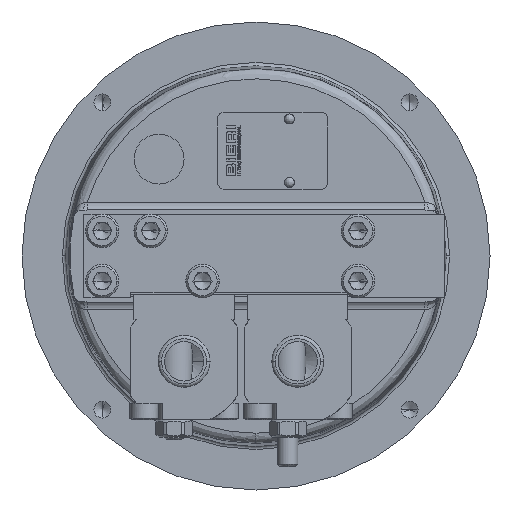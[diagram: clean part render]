
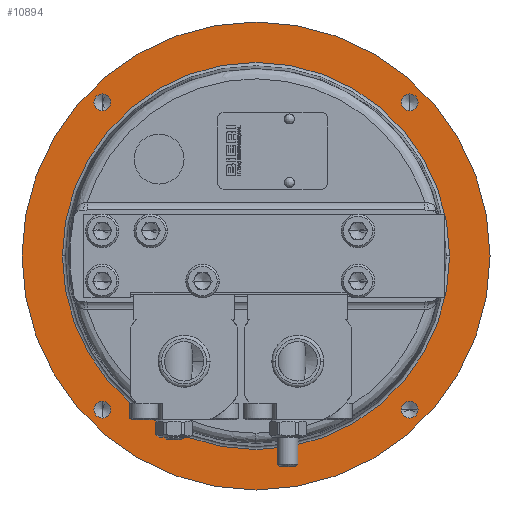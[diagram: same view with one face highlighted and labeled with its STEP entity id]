
A CAD part, left-side view. The second image highlights one B-rep face of the part: STEP entity #10894.
In plain terms, the highlighted planar face has unit normal (-1, 0, 0).
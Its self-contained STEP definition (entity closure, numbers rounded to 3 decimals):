
#507 = CARTESIAN_POINT ( 'NONE',  ( 39.95, 0., 0. ) ) ;
#531 = EDGE_CURVE ( 'NONE', #26954, #22057, #4960, .T. ) ;
#2321 = ORIENTED_EDGE ( 'NONE', *, *, #7155, .F. ) ;
#2429 = AXIS2_PLACEMENT_3D ( 'NONE', #14465, #3322, #29555 ) ;
#2439 = VERTEX_POINT ( 'NONE', #9115 ) ;
#3322 = DIRECTION ( 'NONE',  ( -1., 0., 0. ) ) ;
#3615 = CIRCLE ( 'NONE', #32336, 2.5 ) ;
#3806 = EDGE_LOOP ( 'NONE', ( #30458, #23900 ) ) ;
#3858 = EDGE_LOOP ( 'NONE', ( #7541, #10643 ) ) ;
#4728 = AXIS2_PLACEMENT_3D ( 'NONE', #12030, #8153, #16635 ) ;
#4960 = CIRCLE ( 'NONE', #21235, 2.5 ) ;
#5004 = CARTESIAN_POINT ( 'NONE',  ( 39.95, 45.962, 45.962 ) ) ;
#5197 = AXIS2_PLACEMENT_3D ( 'NONE', #5004, #23198, #39017 ) ;
#5479 = FACE_BOUND ( 'NONE', #3806, .T. ) ;
#5544 = CARTESIAN_POINT ( 'NONE',  ( 39.95, 45.962, 48.462 ) ) ;
#6305 = EDGE_CURVE ( 'NONE', #21978, #24778, #37893, .T. ) ;
#6711 = VERTEX_POINT ( 'NONE', #24783 ) ;
#7083 = DIRECTION ( 'NONE',  ( 0., 1., 0. ) ) ;
#7155 = EDGE_CURVE ( 'NONE', #2439, #34317, #42620, .T. ) ;
#7188 = CIRCLE ( 'NONE', #13391, 2.5 ) ;
#7389 = VERTEX_POINT ( 'NONE', #37161 ) ;
#7541 = ORIENTED_EDGE ( 'NONE', *, *, #44544, .F. ) ;
#7606 = DIRECTION ( 'NONE',  ( 0., 0., 1. ) ) ;
#8153 = DIRECTION ( 'NONE',  ( 1., 0., 0. ) ) ;
#8249 = DIRECTION ( 'NONE',  ( 1., 0., 0. ) ) ;
#8426 = DIRECTION ( 'NONE',  ( -1., 0., 0. ) ) ;
#8716 = CARTESIAN_POINT ( 'NONE',  ( 39.95, -45.962, -43.462 ) ) ;
#8962 = DIRECTION ( 'NONE',  ( 0., 0., -1. ) ) ;
#9038 = ORIENTED_EDGE ( 'NONE', *, *, #17342, .F. ) ;
#9097 = CIRCLE ( 'NONE', #44056, 70. ) ;
#9115 = CARTESIAN_POINT ( 'NONE',  ( 39.95, -45.962, -48.462 ) ) ;
#9545 = DIRECTION ( 'NONE',  ( 0., 0., 1. ) ) ;
#10018 = DIRECTION ( 'NONE',  ( 0., 0., 1. ) ) ;
#10573 = VERTEX_POINT ( 'NONE', #5544 ) ;
#10643 = ORIENTED_EDGE ( 'NONE', *, *, #11537, .F. ) ;
#10894 = ADVANCED_FACE ( 'NONE', ( #16144, #5479, #45357, #23201, #23448, #38765 ), #27600, .F. ) ;
#10969 = CARTESIAN_POINT ( 'NONE',  ( 39.95, -45.962, -45.962 ) ) ;
#11537 = EDGE_CURVE ( 'NONE', #24588, #7389, #40444, .T. ) ;
#11907 = VERTEX_POINT ( 'NONE', #43219 ) ;
#12030 = CARTESIAN_POINT ( 'NONE',  ( 39.95, 50.912, -50.912 ) ) ;
#13006 = DIRECTION ( 'NONE',  ( -1., 0., 0. ) ) ;
#13171 = CARTESIAN_POINT ( 'NONE',  ( 39.95, -45.962, 45.962 ) ) ;
#13391 = AXIS2_PLACEMENT_3D ( 'NONE', #45432, #24001, #34241 ) ;
#14465 = CARTESIAN_POINT ( 'NONE',  ( 39.95, 0., 0. ) ) ;
#14584 = AXIS2_PLACEMENT_3D ( 'NONE', #25784, #29439, #7083 ) ;
#15190 = EDGE_LOOP ( 'NONE', ( #30772, #28431 ) ) ;
#15944 = ORIENTED_EDGE ( 'NONE', *, *, #33284, .F. ) ;
#15948 = CARTESIAN_POINT ( 'NONE',  ( 39.95, -45.962, 43.462 ) ) ;
#16024 = CIRCLE ( 'NONE', #5197, 2.5 ) ;
#16144 = FACE_OUTER_BOUND ( 'NONE', #15190, .T. ) ;
#16300 = EDGE_CURVE ( 'NONE', #6711, #40981, #9097, .T. ) ;
#16635 = DIRECTION ( 'NONE',  ( 0., 0., -1. ) ) ;
#17342 = EDGE_CURVE ( 'NONE', #11907, #10573, #16024, .T. ) ;
#19295 = AXIS2_PLACEMENT_3D ( 'NONE', #10969, #32858, #10018 ) ;
#20553 = CARTESIAN_POINT ( 'NONE',  ( 39.95, 45.962, -45.962 ) ) ;
#21235 = AXIS2_PLACEMENT_3D ( 'NONE', #20553, #13006, #38554 ) ;
#21437 = EDGE_LOOP ( 'NONE', ( #21989, #9038 ) ) ;
#21978 = VERTEX_POINT ( 'NONE', #33840 ) ;
#21989 = ORIENTED_EDGE ( 'NONE', *, *, #31371, .F. ) ;
#22057 = VERTEX_POINT ( 'NONE', #46243 ) ;
#23198 = DIRECTION ( 'NONE',  ( -1., 0., 0. ) ) ;
#23201 = FACE_BOUND ( 'NONE', #41069, .T. ) ;
#23341 = CIRCLE ( 'NONE', #2429, 57.909 ) ;
#23448 = FACE_BOUND ( 'NONE', #21437, .T. ) ;
#23603 = CIRCLE ( 'NONE', #45347, 2.5 ) ;
#23900 = ORIENTED_EDGE ( 'NONE', *, *, #42801, .F. ) ;
#23984 = DIRECTION ( 'NONE',  ( -1., 0., 0. ) ) ;
#24001 = DIRECTION ( 'NONE',  ( -1., 0., 0. ) ) ;
#24168 = CARTESIAN_POINT ( 'NONE',  ( 39.95, 0., 0. ) ) ;
#24235 = CARTESIAN_POINT ( 'NONE',  ( 39.95, -45.962, 45.962 ) ) ;
#24588 = VERTEX_POINT ( 'NONE', #15948 ) ;
#24778 = VERTEX_POINT ( 'NONE', #36111 ) ;
#24783 = CARTESIAN_POINT ( 'NONE',  ( 39.95, 0., -70. ) ) ;
#25784 = CARTESIAN_POINT ( 'NONE',  ( 39.95, 0., 0. ) ) ;
#26512 = AXIS2_PLACEMENT_3D ( 'NONE', #13171, #46269, #9545 ) ;
#26954 = VERTEX_POINT ( 'NONE', #38592 ) ;
#27589 = DIRECTION ( 'NONE',  ( 0., 0., -1. ) ) ;
#27600 = PLANE ( 'NONE',  #4728 ) ;
#28431 = ORIENTED_EDGE ( 'NONE', *, *, #35915, .F. ) ;
#28945 = CIRCLE ( 'NONE', #37474, 2.5 ) ;
#29439 = DIRECTION ( 'NONE',  ( -1., 0., 0. ) ) ;
#29555 = DIRECTION ( 'NONE',  ( 0., 1., 0. ) ) ;
#30322 = CARTESIAN_POINT ( 'NONE',  ( 39.95, 45.962, 45.962 ) ) ;
#30458 = ORIENTED_EDGE ( 'NONE', *, *, #6305, .F. ) ;
#30459 = CARTESIAN_POINT ( 'NONE',  ( 39.95, 45.962, -45.962 ) ) ;
#30772 = ORIENTED_EDGE ( 'NONE', *, *, #16300, .F. ) ;
#31371 = EDGE_CURVE ( 'NONE', #10573, #11907, #3615, .T. ) ;
#32336 = AXIS2_PLACEMENT_3D ( 'NONE', #30322, #8426, #45637 ) ;
#32858 = DIRECTION ( 'NONE',  ( -1., 0., 0. ) ) ;
#33284 = EDGE_CURVE ( 'NONE', #34317, #2439, #7188, .T. ) ;
#33840 = CARTESIAN_POINT ( 'NONE',  ( 39.95, 57.909, 0. ) ) ;
#34241 = DIRECTION ( 'NONE',  ( 0., 0., 1. ) ) ;
#34317 = VERTEX_POINT ( 'NONE', #8716 ) ;
#35337 = AXIS2_PLACEMENT_3D ( 'NONE', #507, #8249, #8962 ) ;
#35896 = DIRECTION ( 'NONE',  ( 0., 0., 1. ) ) ;
#35915 = EDGE_CURVE ( 'NONE', #40981, #6711, #47779, .T. ) ;
#36111 = CARTESIAN_POINT ( 'NONE',  ( 39.95, -57.909, 0. ) ) ;
#37161 = CARTESIAN_POINT ( 'NONE',  ( 39.95, -45.962, 48.462 ) ) ;
#37474 = AXIS2_PLACEMENT_3D ( 'NONE', #24235, #23984, #35896 ) ;
#37893 = CIRCLE ( 'NONE', #14584, 57.909 ) ;
#38372 = ORIENTED_EDGE ( 'NONE', *, *, #46766, .F. ) ;
#38554 = DIRECTION ( 'NONE',  ( 0., 0., 1. ) ) ;
#38592 = CARTESIAN_POINT ( 'NONE',  ( 39.95, 45.962, -48.462 ) ) ;
#38765 = FACE_BOUND ( 'NONE', #3858, .T. ) ;
#39017 = DIRECTION ( 'NONE',  ( 0., 0., 1. ) ) ;
#39774 = CARTESIAN_POINT ( 'NONE',  ( 39.95, 0., 70. ) ) ;
#40444 = CIRCLE ( 'NONE', #26512, 2.5 ) ;
#40910 = DIRECTION ( 'NONE',  ( -1., 0., 0. ) ) ;
#40981 = VERTEX_POINT ( 'NONE', #39774 ) ;
#41069 = EDGE_LOOP ( 'NONE', ( #38372, #45779 ) ) ;
#42410 = DIRECTION ( 'NONE',  ( 1., 0., 0. ) ) ;
#42620 = CIRCLE ( 'NONE', #19295, 2.5 ) ;
#42801 = EDGE_CURVE ( 'NONE', #24778, #21978, #23341, .T. ) ;
#43219 = CARTESIAN_POINT ( 'NONE',  ( 39.95, 45.962, 43.462 ) ) ;
#44056 = AXIS2_PLACEMENT_3D ( 'NONE', #24168, #42410, #27589 ) ;
#44544 = EDGE_CURVE ( 'NONE', #7389, #24588, #28945, .T. ) ;
#45347 = AXIS2_PLACEMENT_3D ( 'NONE', #30459, #40910, #7606 ) ;
#45357 = FACE_BOUND ( 'NONE', #46866, .T. ) ;
#45432 = CARTESIAN_POINT ( 'NONE',  ( 39.95, -45.962, -45.962 ) ) ;
#45637 = DIRECTION ( 'NONE',  ( 0., 0., 1. ) ) ;
#45779 = ORIENTED_EDGE ( 'NONE', *, *, #531, .F. ) ;
#46243 = CARTESIAN_POINT ( 'NONE',  ( 39.95, 45.962, -43.462 ) ) ;
#46269 = DIRECTION ( 'NONE',  ( -1., 0., 0. ) ) ;
#46766 = EDGE_CURVE ( 'NONE', #22057, #26954, #23603, .T. ) ;
#46866 = EDGE_LOOP ( 'NONE', ( #15944, #2321 ) ) ;
#47779 = CIRCLE ( 'NONE', #35337, 70. ) ;
